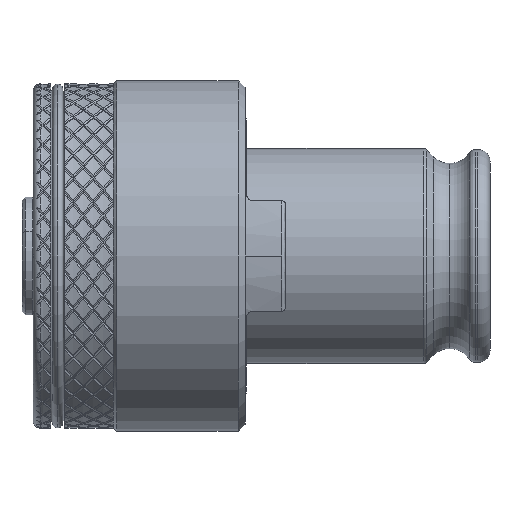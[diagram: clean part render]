
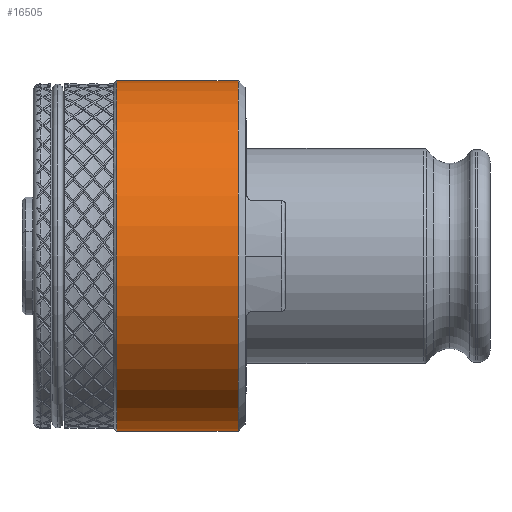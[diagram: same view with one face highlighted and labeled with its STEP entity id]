
A CAD part, front view. The second image highlights one B-rep face of the part: STEP entity #16505.
In plain terms, the highlighted cylindrical face has radius 25.25 mm (diameter 50.5 mm), a partial arc.
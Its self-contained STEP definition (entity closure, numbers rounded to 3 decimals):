
#783 = CARTESIAN_POINT ( 'NONE',  ( 9.103, 0., 0. ) ) ;
#2264 = EDGE_CURVE ( 'NONE', #28809, #43802, #11723, .T. ) ;
#2695 = ORIENTED_EDGE ( 'NONE', *, *, #43359, .T. ) ;
#4058 = CARTESIAN_POINT ( 'NONE',  ( 9.103, 0., 25.25 ) ) ;
#4654 = VERTEX_POINT ( 'NONE', #25122 ) ;
#5474 = DIRECTION ( 'NONE',  ( -1., 0., 0. ) ) ;
#11637 = EDGE_LOOP ( 'NONE', ( #2695, #52742, #50275, #16731 ) ) ;
#11723 = LINE ( 'NONE', #38721, #63822 ) ;
#11866 = LINE ( 'NONE', #4058, #39588 ) ;
#12072 = CYLINDRICAL_SURFACE ( 'NONE', #29179, 25.25 ) ;
#14219 = VERTEX_POINT ( 'NONE', #51671 ) ;
#16187 = DIRECTION ( 'NONE',  ( -1., 0., 0. ) ) ;
#16488 = DIRECTION ( 'NONE',  ( -1., 0., 0. ) ) ;
#16505 = ADVANCED_FACE ( 'NONE', ( #53641 ), #12072, .T. ) ;
#16731 = ORIENTED_EDGE ( 'NONE', *, *, #2264, .F. ) ;
#17285 = CARTESIAN_POINT ( 'NONE',  ( 8.103, 0., -25.25 ) ) ;
#18830 = CIRCLE ( 'NONE', #52896, 25.25 ) ;
#25122 = CARTESIAN_POINT ( 'NONE',  ( -9.397, 0., 25.25 ) ) ;
#25882 = AXIS2_PLACEMENT_3D ( 'NONE', #47483, #16187, #52702 ) ;
#28809 = VERTEX_POINT ( 'NONE', #17285 ) ;
#29179 = AXIS2_PLACEMENT_3D ( 'NONE', #783, #16488, #62974 ) ;
#36642 = CARTESIAN_POINT ( 'NONE',  ( 8.103, 0., 0. ) ) ;
#38721 = CARTESIAN_POINT ( 'NONE',  ( 9.103, 0., -25.25 ) ) ;
#39588 = VECTOR ( 'NONE', #66843, 1000. ) ;
#41943 = DIRECTION ( 'NONE',  ( 0., 0., -1. ) ) ;
#43359 = EDGE_CURVE ( 'NONE', #28809, #14219, #18830, .T. ) ;
#43802 = VERTEX_POINT ( 'NONE', #63457 ) ;
#46296 = DIRECTION ( 'NONE',  ( -1., 0., 0. ) ) ;
#47483 = CARTESIAN_POINT ( 'NONE',  ( -9.397, 0., 0. ) ) ;
#50275 = ORIENTED_EDGE ( 'NONE', *, *, #51651, .F. ) ;
#51651 = EDGE_CURVE ( 'NONE', #43802, #4654, #58644, .T. ) ;
#51671 = CARTESIAN_POINT ( 'NONE',  ( 8.103, 0., 25.25 ) ) ;
#52702 = DIRECTION ( 'NONE',  ( 0., 0., -1. ) ) ;
#52742 = ORIENTED_EDGE ( 'NONE', *, *, #56042, .T. ) ;
#52896 = AXIS2_PLACEMENT_3D ( 'NONE', #36642, #5474, #41943 ) ;
#53641 = FACE_OUTER_BOUND ( 'NONE', #11637, .T. ) ;
#56042 = EDGE_CURVE ( 'NONE', #14219, #4654, #11866, .T. ) ;
#58644 = CIRCLE ( 'NONE', #25882, 25.25 ) ;
#62974 = DIRECTION ( 'NONE',  ( 0., 0., -1. ) ) ;
#63457 = CARTESIAN_POINT ( 'NONE',  ( -9.397, 0., -25.25 ) ) ;
#63822 = VECTOR ( 'NONE', #46296, 1000. ) ;
#66843 = DIRECTION ( 'NONE',  ( -1., 0., 0. ) ) ;
